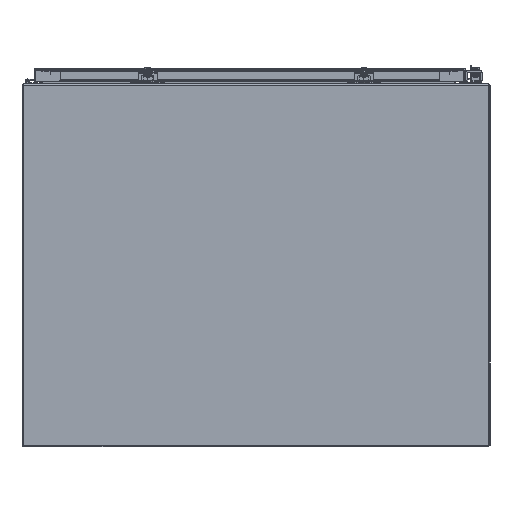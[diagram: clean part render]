
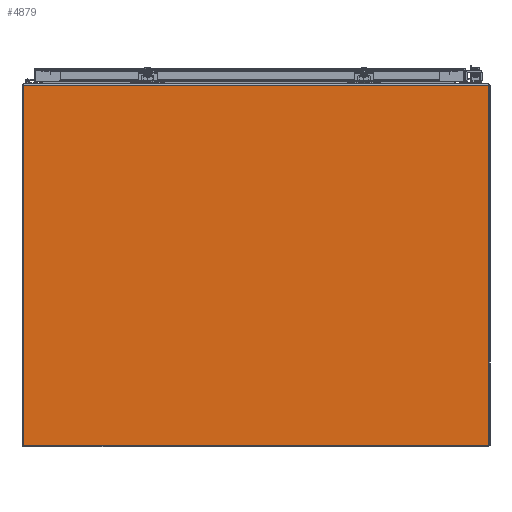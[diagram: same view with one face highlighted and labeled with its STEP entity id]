
A CAD part, front view. The second image highlights one B-rep face of the part: STEP entity #4879.
In plain terms, the highlighted face is planar.
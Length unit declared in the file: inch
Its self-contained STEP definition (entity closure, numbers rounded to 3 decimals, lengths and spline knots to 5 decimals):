
#336 = DIRECTION ( 'NONE',  ( 1., 0., 0. ) ) ;
#516 = CARTESIAN_POINT ( 'NONE',  ( -15.4688, 12.01565, 0.0937 ) ) ;
#4879 = ADVANCED_FACE ( 'NONE', ( #5756 ), #53109, .T. ) ;
#5756 = FACE_OUTER_BOUND ( 'NONE', #6299, .T. ) ;
#6299 = EDGE_LOOP ( 'NONE', ( #38407, #15408, #8751, #63511 ) ) ;
#8751 = ORIENTED_EDGE ( 'NONE', *, *, #34022, .F. ) ;
#11040 = DIRECTION ( 'NONE',  ( 0., 1., 0. ) ) ;
#11192 = CARTESIAN_POINT ( 'NONE',  ( -15.4688, -12.01565, 0.0937 ) ) ;
#14657 = VECTOR ( 'NONE', #336, 39.37008 ) ;
#15408 = ORIENTED_EDGE ( 'NONE', *, *, #33279, .F. ) ;
#18008 = VERTEX_POINT ( 'NONE', #69242 ) ;
#22719 = VECTOR ( 'NONE', #27594, 39.37008 ) ;
#22838 = CARTESIAN_POINT ( 'NONE',  ( -7.7344, -11.8907, 0.0937 ) ) ;
#26512 = CARTESIAN_POINT ( 'NONE',  ( 15.4688, 12.01565, 0.0937 ) ) ;
#26709 = LINE ( 'NONE', #22838, #69236 ) ;
#27594 = DIRECTION ( 'NONE',  ( 0., -1., 0. ) ) ;
#30723 = EDGE_CURVE ( 'NONE', #65855, #47734, #58578, .T. ) ;
#33279 = EDGE_CURVE ( 'NONE', #48648, #18008, #65234, .T. ) ;
#34022 = EDGE_CURVE ( 'NONE', #47734, #48648, #58963, .T. ) ;
#38407 = ORIENTED_EDGE ( 'NONE', *, *, #71849, .T. ) ;
#47734 = VERTEX_POINT ( 'NONE', #62858 ) ;
#48648 = VERTEX_POINT ( 'NONE', #70405 ) ;
#52168 = DIRECTION ( 'NONE',  ( 1., 0., 0. ) ) ;
#52184 = DIRECTION ( 'NONE',  ( 0., 0., 1. ) ) ;
#52229 = CARTESIAN_POINT ( 'NONE',  ( 0., 0., 0.0937 ) ) ;
#53109 = PLANE ( 'NONE',  #63757 ) ;
#56827 = VECTOR ( 'NONE', #11040, 39.37008 ) ;
#58578 = LINE ( 'NONE', #11192, #56827 ) ;
#58906 = CARTESIAN_POINT ( 'NONE',  ( -15.4688, -11.8907, 0.0937 ) ) ;
#58963 = LINE ( 'NONE', #516, #14657 ) ;
#61645 = DIRECTION ( 'NONE',  ( 1., 0., 0. ) ) ;
#62858 = CARTESIAN_POINT ( 'NONE',  ( -15.4688, 12.01565, 0.0937 ) ) ;
#63511 = ORIENTED_EDGE ( 'NONE', *, *, #30723, .F. ) ;
#63757 = AXIS2_PLACEMENT_3D ( 'NONE', #52229, #52184, #52168 ) ;
#65234 = LINE ( 'NONE', #26512, #22719 ) ;
#65855 = VERTEX_POINT ( 'NONE', #58906 ) ;
#69236 = VECTOR ( 'NONE', #61645, 39.37008 ) ;
#69242 = CARTESIAN_POINT ( 'NONE',  ( 15.4688, -11.8907, 0.0937 ) ) ;
#70405 = CARTESIAN_POINT ( 'NONE',  ( 15.4688, 12.01565, 0.0937 ) ) ;
#71849 = EDGE_CURVE ( 'NONE', #65855, #18008, #26709, .T. ) ;
